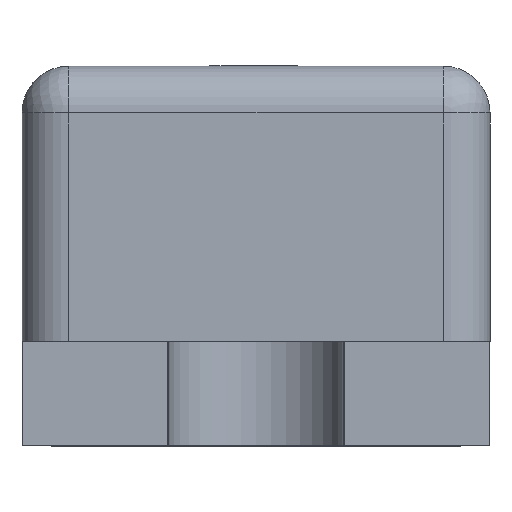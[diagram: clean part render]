
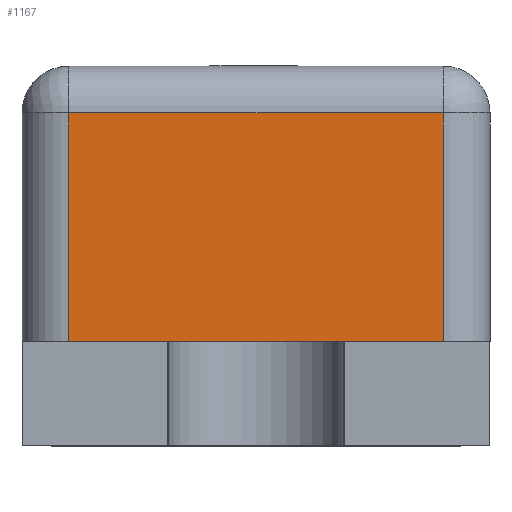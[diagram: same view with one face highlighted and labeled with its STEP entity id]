
A CAD part, left-side view. The second image highlights one B-rep face of the part: STEP entity #1167.
In plain terms, the highlighted planar face has unit normal (-1, 0, 0).
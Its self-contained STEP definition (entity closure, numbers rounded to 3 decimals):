
#123=FACE_OUTER_BOUND('',#191,.T.);
#191=EDGE_LOOP('',(#875,#876,#877,#878));
#253=LINE('',#1861,#387);
#256=LINE('',#1875,#390);
#268=LINE('',#1913,#402);
#272=LINE('',#1922,#406);
#387=VECTOR('',#1515,10.);
#390=VECTOR('',#1530,10.);
#402=VECTOR('',#1574,10.);
#406=VECTOR('',#1588,10.);
#519=VERTEX_POINT('',#1854);
#521=VERTEX_POINT('',#1859);
#522=VERTEX_POINT('',#1864);
#525=VERTEX_POINT('',#1871);
#633=EDGE_CURVE('',#521,#519,#253,.T.);
#640=EDGE_CURVE('',#522,#525,#256,.T.);
#660=EDGE_CURVE('',#519,#522,#268,.T.);
#664=EDGE_CURVE('',#525,#521,#272,.T.);
#875=ORIENTED_EDGE('',*,*,#633,.F.);
#876=ORIENTED_EDGE('',*,*,#664,.F.);
#877=ORIENTED_EDGE('',*,*,#640,.F.);
#878=ORIENTED_EDGE('',*,*,#660,.F.);
#1103=PLANE('',#1391);
#1167=ADVANCED_FACE('',(#123),#1103,.T.);
#1391=AXIS2_PLACEMENT_3D('',#1921,#1586,#1587);
#1515=DIRECTION('',(0.,0.,1.));
#1530=DIRECTION('',(0.,0.,-1.));
#1574=DIRECTION('',(0.,-1.,0.));
#1586=DIRECTION('center_axis',(-1.,0.,0.));
#1587=DIRECTION('ref_axis',(0.,-1.,0.));
#1588=DIRECTION('',(0.,1.,0.));
#1854=CARTESIAN_POINT('',(-0.55,0.32,0.391));
#1859=CARTESIAN_POINT('',(-0.55,0.32,0.));
#1861=CARTESIAN_POINT('',(-0.55,0.32,0.));
#1864=CARTESIAN_POINT('',(-0.55,-0.32,0.391));
#1871=CARTESIAN_POINT('',(-0.55,-0.32,0.));
#1875=CARTESIAN_POINT('',(-0.55,-0.32,0.));
#1913=CARTESIAN_POINT('',(-0.55,0.2,0.391));
#1921=CARTESIAN_POINT('Origin',(-0.55,0.4,0.));
#1922=CARTESIAN_POINT('',(-0.55,-0.4,0.));
